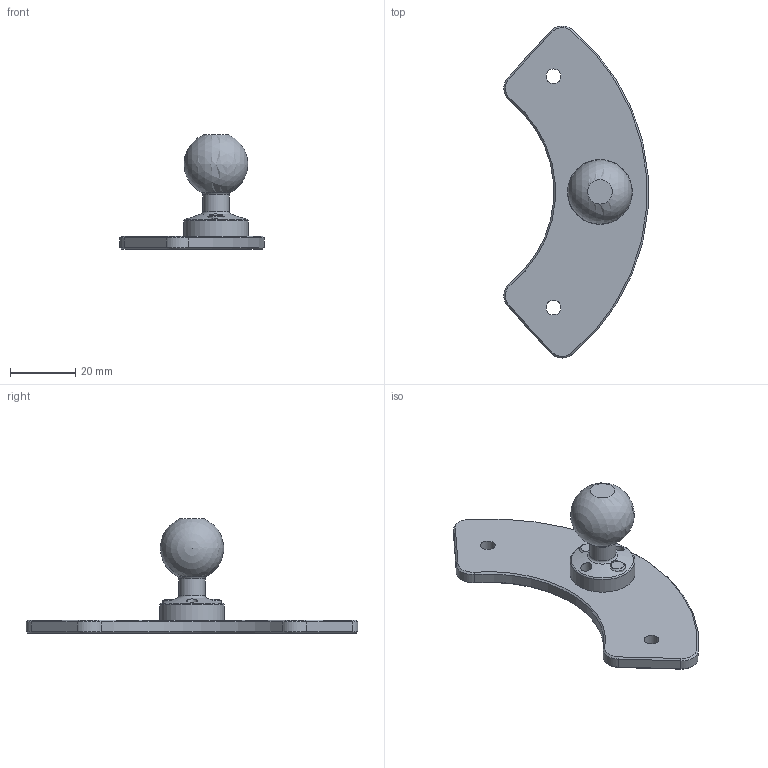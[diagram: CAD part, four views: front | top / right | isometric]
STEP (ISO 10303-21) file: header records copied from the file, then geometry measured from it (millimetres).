
FILE_DESCRIPTION(/* description */ (''),/* implementation_level */ '2;1');
FILE_NAME(/* name */ 'Halter BEK-R70 Kugelkopf.stp',/* time_stamp */ '2020-02-27T13:51:54+01:00',/* author */ ('S. Sandt'),/* organization */ ('di-soric GmbH & Co. KG'),/* preprocessor_version */ 'ST-DEVELOPER v18',/* originating_system */ 'Autodesk Inventor 2020',/* authorisation */ '');
FILE_SCHEMA (('AUTOMOTIVE_DESIGN { 1 0 10303 214 3 1 1 }'));
Length unit declared in the file: millimetre
Products named in the file (4): BEK-R70 Platte; 590.0530.120; DIN 7991 - M5  x  10; Kugelkopf 4Bohr
Assembly tree (4 placements, depth 2):
  BEK-R70 Platte
    590.0530.120
    DIN 7991 - M5  x  10  x2
    Kugelkopf 4Bohr
Bounding box: 44.09 x 101.48 x 35 mm (x, y, z)
Volume: 16924.4 mm3; surface area: 9540.2 mm2
Topology: 4 solids, 4 shells, 76 faces, 209 edges, 138 vertices
Faces by surface type: cone 26, plane 26, cylinder 20, torus 3, sphere 1
Full cylindrical faces by diameter (mm): 3.3 x2, 4.2 x2, 4.5 x2, 5 x2, 5.5 x2, 8 x1, 9.43 x2, 19.8 x1
Entity records: 2368 total; most frequent: CARTESIAN_POINT 542, DIRECTION 380, ORIENTED_EDGE 342, EDGE_CURVE 171, AXIS2_PLACEMENT_3D 156, VERTEX_POINT 115, CIRCLE 85, EDGE_LOOP 80
